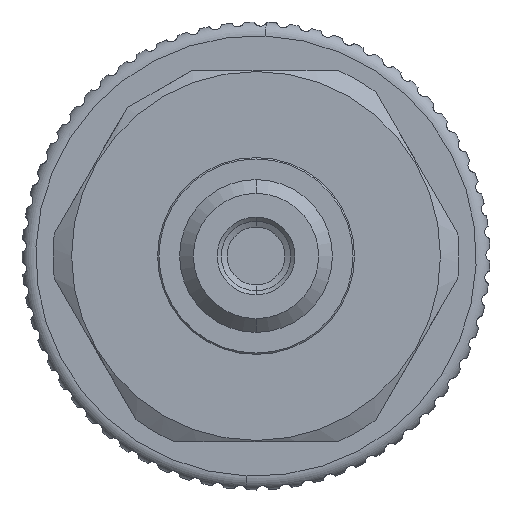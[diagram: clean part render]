
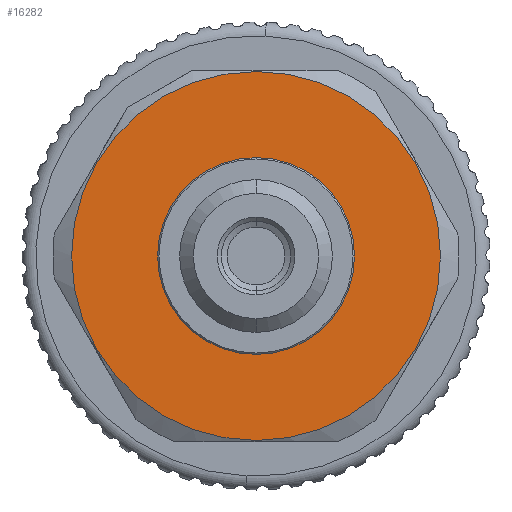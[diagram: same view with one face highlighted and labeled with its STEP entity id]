
A CAD part, front view. The second image highlights one B-rep face of the part: STEP entity #16282.
In plain terms, the highlighted face is planar.
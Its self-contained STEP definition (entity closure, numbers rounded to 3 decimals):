
#498 = EDGE_CURVE ( 'NONE', #16536, #10034, #9998, .T. ) ;
#502 = EDGE_CURVE ( 'NONE', #10034, #16536, #17696, .T. ) ;
#1341 = CARTESIAN_POINT ( 'NONE',  ( 33.5, 13.4, 0. ) ) ;
#2034 = AXIS2_PLACEMENT_3D ( 'NONE', #17758, #8971, #19013 ) ;
#2394 = VERTEX_POINT ( 'NONE', #17673 ) ;
#2434 = CARTESIAN_POINT ( 'NONE',  ( 33.5, 0., 13.4 ) ) ;
#3739 = CARTESIAN_POINT ( 'NONE',  ( 33.5, 0., -7.15 ) ) ;
#5797 = FACE_OUTER_BOUND ( 'NONE', #12626, .T. ) ;
#7264 = EDGE_LOOP ( 'NONE', ( #19261, #13790 ) ) ;
#7542 = DIRECTION ( 'NONE',  ( -1., 0., 0. ) ) ;
#7965 = ORIENTED_EDGE ( 'NONE', *, *, #12166, .F. ) ;
#8041 = PLANE ( 'NONE',  #11444 ) ;
#8546 = CIRCLE ( 'NONE', #12015, 13.4 ) ;
#8971 = DIRECTION ( 'NONE',  ( -1., 0., 0. ) ) ;
#9478 = CARTESIAN_POINT ( 'NONE',  ( 33.5, 0., 7.15 ) ) ;
#9685 = DIRECTION ( 'NONE',  ( 0., 0., 1. ) ) ;
#9856 = EDGE_CURVE ( 'NONE', #2394, #18352, #14673, .T. ) ;
#9998 = CIRCLE ( 'NONE', #13807, 7.15 ) ;
#10034 = VERTEX_POINT ( 'NONE', #9478 ) ;
#11444 = AXIS2_PLACEMENT_3D ( 'NONE', #1341, #18308, #9685 ) ;
#12015 = AXIS2_PLACEMENT_3D ( 'NONE', #16608, #7542, #17911 ) ;
#12166 = EDGE_CURVE ( 'NONE', #18352, #2394, #8546, .T. ) ;
#12626 = EDGE_LOOP ( 'NONE', ( #7965, #14021 ) ) ;
#13564 = AXIS2_PLACEMENT_3D ( 'NONE', #14886, #14909, #14911 ) ;
#13790 = ORIENTED_EDGE ( 'NONE', *, *, #498, .T. ) ;
#13807 = AXIS2_PLACEMENT_3D ( 'NONE', #14773, #14777, #14791 ) ;
#14021 = ORIENTED_EDGE ( 'NONE', *, *, #9856, .F. ) ;
#14673 = CIRCLE ( 'NONE', #2034, 13.4 ) ;
#14773 = CARTESIAN_POINT ( 'NONE',  ( 33.5, 0., 0. ) ) ;
#14777 = DIRECTION ( 'NONE',  ( -1., 0., 0. ) ) ;
#14791 = DIRECTION ( 'NONE',  ( 0., 0., 1. ) ) ;
#14886 = CARTESIAN_POINT ( 'NONE',  ( 33.5, 0., 0. ) ) ;
#14909 = DIRECTION ( 'NONE',  ( -1., 0., 0. ) ) ;
#14911 = DIRECTION ( 'NONE',  ( 0., 0., 1. ) ) ;
#16282 = ADVANCED_FACE ( 'NONE', ( #5797, #16992 ), #8041, .F. ) ;
#16536 = VERTEX_POINT ( 'NONE', #3739 ) ;
#16608 = CARTESIAN_POINT ( 'NONE',  ( 33.5, 0., 0. ) ) ;
#16992 = FACE_BOUND ( 'NONE', #7264, .T. ) ;
#17673 = CARTESIAN_POINT ( 'NONE',  ( 33.5, 0., -13.4 ) ) ;
#17696 = CIRCLE ( 'NONE', #13564, 7.15 ) ;
#17758 = CARTESIAN_POINT ( 'NONE',  ( 33.5, 0., 0. ) ) ;
#17911 = DIRECTION ( 'NONE',  ( 0., 0., 1. ) ) ;
#18308 = DIRECTION ( 'NONE',  ( -1., 0., 0. ) ) ;
#18352 = VERTEX_POINT ( 'NONE', #2434 ) ;
#19013 = DIRECTION ( 'NONE',  ( 0., 0., 1. ) ) ;
#19261 = ORIENTED_EDGE ( 'NONE', *, *, #502, .T. ) ;
